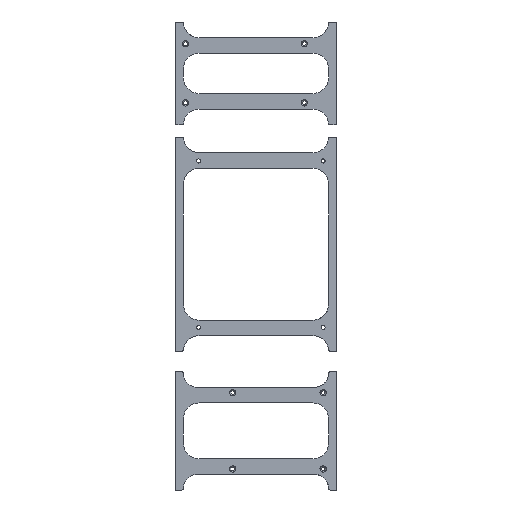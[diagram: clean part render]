
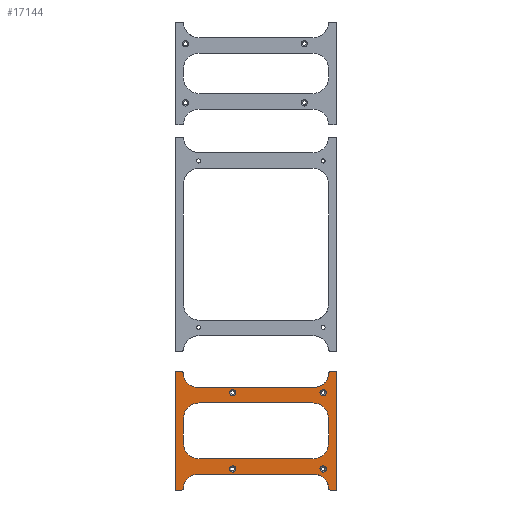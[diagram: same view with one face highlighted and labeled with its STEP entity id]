
A CAD part, front view. The second image highlights one B-rep face of the part: STEP entity #17144.
In plain terms, the highlighted planar face has unit normal (0, -1, 0).
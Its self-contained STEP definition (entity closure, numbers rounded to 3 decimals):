
#525=FACE_BOUND('',#3056,.T.);
#526=FACE_BOUND('',#3057,.T.);
#527=FACE_BOUND('',#3058,.T.);
#528=FACE_BOUND('',#3059,.T.);
#529=FACE_BOUND('',#3060,.T.);
#620=PLANE('',#18220);
#2059=FACE_OUTER_BOUND('',#3055,.T.);
#3055=EDGE_LOOP('',(#12160,#12161,#12162,#12163,#12164,#12165,#12166,#12167,
#12168,#12169,#12170,#12171,#12172,#12173,#12174,#12175));
#3056=EDGE_LOOP('',(#12176));
#3057=EDGE_LOOP('',(#12177));
#3058=EDGE_LOOP('',(#12178));
#3059=EDGE_LOOP('',(#12179));
#3060=EDGE_LOOP('',(#12180,#12181,#12182,#12183,#12184,#12185,#12186,#12187));
#4182=LINE('',#23388,#5654);
#4200=LINE('',#23574,#5672);
#4203=LINE('',#23585,#5675);
#4204=LINE('',#23588,#5676);
#4205=LINE('',#23590,#5677);
#4206=LINE('',#23596,#5678);
#4207=LINE('',#23599,#5679);
#4208=LINE('',#23600,#5680);
#4209=LINE('',#23603,#5681);
#4210=LINE('',#23607,#5682);
#4211=LINE('',#23611,#5683);
#4212=LINE('',#23615,#5684);
#5654=VECTOR('',#19286,10.);
#5672=VECTOR('',#19358,10.);
#5675=VECTOR('',#19369,10.);
#5676=VECTOR('',#19372,10.);
#5677=VECTOR('',#19373,10.);
#5678=VECTOR('',#19378,10.);
#5679=VECTOR('',#19381,10.);
#5680=VECTOR('',#19382,10.);
#5681=VECTOR('',#19383,10.);
#5682=VECTOR('',#19386,10.);
#5683=VECTOR('',#19389,10.);
#5684=VECTOR('',#19392,10.);
#7006=CIRCLE('',#18086,2.);
#7010=CIRCLE('',#18092,2.);
#7014=CIRCLE('',#18098,2.);
#7018=CIRCLE('',#18104,2.);
#7065=CIRCLE('',#18189,1.);
#7074=CIRCLE('',#18216,1.);
#7075=CIRCLE('',#18219,1.);
#7076=CIRCLE('',#18221,9.);
#7077=CIRCLE('',#18222,9.);
#7078=CIRCLE('',#18223,1.);
#7079=CIRCLE('',#18224,9.);
#7080=CIRCLE('',#18225,9.);
#7081=CIRCLE('',#18226,10.);
#7082=CIRCLE('',#18227,10.);
#7083=CIRCLE('',#18228,10.);
#7084=CIRCLE('',#18229,10.);
#7280=VERTEX_POINT('',#22145);
#7284=VERTEX_POINT('',#22157);
#7288=VERTEX_POINT('',#22169);
#7292=VERTEX_POINT('',#22181);
#7544=VERTEX_POINT('',#23380);
#7545=VERTEX_POINT('',#23382);
#7546=VERTEX_POINT('',#23386);
#7565=VERTEX_POINT('',#23566);
#7566=VERTEX_POINT('',#23568);
#7567=VERTEX_POINT('',#23572);
#7568=VERTEX_POINT('',#23576);
#7569=VERTEX_POINT('',#23578);
#7570=VERTEX_POINT('',#23582);
#7571=VERTEX_POINT('',#23584);
#7572=VERTEX_POINT('',#23587);
#7573=VERTEX_POINT('',#23589);
#7574=VERTEX_POINT('',#23591);
#7575=VERTEX_POINT('',#23593);
#7576=VERTEX_POINT('',#23595);
#7577=VERTEX_POINT('',#23598);
#7578=VERTEX_POINT('',#23601);
#7579=VERTEX_POINT('',#23602);
#7580=VERTEX_POINT('',#23604);
#7581=VERTEX_POINT('',#23606);
#7582=VERTEX_POINT('',#23608);
#7583=VERTEX_POINT('',#23610);
#7584=VERTEX_POINT('',#23612);
#7585=VERTEX_POINT('',#23614);
#9031=EDGE_CURVE('',#7280,#7280,#7006,.T.);
#9037=EDGE_CURVE('',#7284,#7284,#7010,.T.);
#9043=EDGE_CURVE('',#7288,#7288,#7014,.T.);
#9049=EDGE_CURVE('',#7292,#7292,#7018,.T.);
#9339=EDGE_CURVE('',#7544,#7545,#7065,.T.);
#9342=EDGE_CURVE('',#7544,#7546,#4182,.T.);
#9374=EDGE_CURVE('',#7565,#7566,#7074,.T.);
#9377=EDGE_CURVE('',#7565,#7567,#4200,.T.);
#9379=EDGE_CURVE('',#7568,#7569,#7075,.T.);
#9381=EDGE_CURVE('',#7570,#7568,#7076,.T.);
#9382=EDGE_CURVE('',#7570,#7571,#4203,.T.);
#9383=EDGE_CURVE('',#7545,#7571,#7077,.T.);
#9384=EDGE_CURVE('',#7546,#7572,#4204,.T.);
#9385=EDGE_CURVE('',#7572,#7573,#4205,.T.);
#9386=EDGE_CURVE('',#7574,#7573,#7078,.T.);
#9387=EDGE_CURVE('',#7575,#7574,#7079,.T.);
#9388=EDGE_CURVE('',#7575,#7576,#4206,.T.);
#9389=EDGE_CURVE('',#7566,#7576,#7080,.T.);
#9390=EDGE_CURVE('',#7567,#7577,#4207,.T.);
#9391=EDGE_CURVE('',#7577,#7569,#4208,.T.);
#9392=EDGE_CURVE('',#7578,#7579,#4209,.T.);
#9393=EDGE_CURVE('',#7580,#7579,#7081,.T.);
#9394=EDGE_CURVE('',#7580,#7581,#4210,.T.);
#9395=EDGE_CURVE('',#7582,#7581,#7082,.T.);
#9396=EDGE_CURVE('',#7582,#7583,#4211,.T.);
#9397=EDGE_CURVE('',#7584,#7583,#7083,.T.);
#9398=EDGE_CURVE('',#7584,#7585,#4212,.T.);
#9399=EDGE_CURVE('',#7578,#7585,#7084,.T.);
#12160=ORIENTED_EDGE('',*,*,#9379,.F.);
#12161=ORIENTED_EDGE('',*,*,#9381,.F.);
#12162=ORIENTED_EDGE('',*,*,#9382,.T.);
#12163=ORIENTED_EDGE('',*,*,#9383,.F.);
#12164=ORIENTED_EDGE('',*,*,#9339,.F.);
#12165=ORIENTED_EDGE('',*,*,#9342,.T.);
#12166=ORIENTED_EDGE('',*,*,#9384,.T.);
#12167=ORIENTED_EDGE('',*,*,#9385,.T.);
#12168=ORIENTED_EDGE('',*,*,#9386,.F.);
#12169=ORIENTED_EDGE('',*,*,#9387,.F.);
#12170=ORIENTED_EDGE('',*,*,#9388,.T.);
#12171=ORIENTED_EDGE('',*,*,#9389,.F.);
#12172=ORIENTED_EDGE('',*,*,#9374,.F.);
#12173=ORIENTED_EDGE('',*,*,#9377,.T.);
#12174=ORIENTED_EDGE('',*,*,#9390,.T.);
#12175=ORIENTED_EDGE('',*,*,#9391,.T.);
#12176=ORIENTED_EDGE('',*,*,#9031,.T.);
#12177=ORIENTED_EDGE('',*,*,#9037,.T.);
#12178=ORIENTED_EDGE('',*,*,#9043,.T.);
#12179=ORIENTED_EDGE('',*,*,#9049,.T.);
#12180=ORIENTED_EDGE('',*,*,#9392,.T.);
#12181=ORIENTED_EDGE('',*,*,#9393,.F.);
#12182=ORIENTED_EDGE('',*,*,#9394,.T.);
#12183=ORIENTED_EDGE('',*,*,#9395,.F.);
#12184=ORIENTED_EDGE('',*,*,#9396,.T.);
#12185=ORIENTED_EDGE('',*,*,#9397,.F.);
#12186=ORIENTED_EDGE('',*,*,#9398,.T.);
#12187=ORIENTED_EDGE('',*,*,#9399,.F.);
#17144=ADVANCED_FACE('',(#2059,#525,#526,#527,#528,#529),#620,.T.);
#18086=AXIS2_PLACEMENT_3D('',#22146,#18954,#18955);
#18092=AXIS2_PLACEMENT_3D('',#22158,#18968,#18969);
#18098=AXIS2_PLACEMENT_3D('',#22170,#18982,#18983);
#18104=AXIS2_PLACEMENT_3D('',#22182,#18996,#18997);
#18189=AXIS2_PLACEMENT_3D('',#23383,#19280,#19281);
#18216=AXIS2_PLACEMENT_3D('',#23569,#19352,#19353);
#18219=AXIS2_PLACEMENT_3D('',#23579,#19362,#19363);
#18220=AXIS2_PLACEMENT_3D('',#23581,#19365,#19366);
#18221=AXIS2_PLACEMENT_3D('',#23583,#19367,#19368);
#18222=AXIS2_PLACEMENT_3D('',#23586,#19370,#19371);
#18223=AXIS2_PLACEMENT_3D('',#23592,#19374,#19375);
#18224=AXIS2_PLACEMENT_3D('',#23594,#19376,#19377);
#18225=AXIS2_PLACEMENT_3D('',#23597,#19379,#19380);
#18226=AXIS2_PLACEMENT_3D('',#23605,#19384,#19385);
#18227=AXIS2_PLACEMENT_3D('',#23609,#19387,#19388);
#18228=AXIS2_PLACEMENT_3D('',#23613,#19390,#19391);
#18229=AXIS2_PLACEMENT_3D('',#23616,#19393,#19394);
#18954=DIRECTION('center_axis',(0.,1.,0.));
#18955=DIRECTION('ref_axis',(0.,0.,-1.));
#18968=DIRECTION('center_axis',(0.,1.,0.));
#18969=DIRECTION('ref_axis',(0.,0.,-1.));
#18982=DIRECTION('center_axis',(0.,1.,0.));
#18983=DIRECTION('ref_axis',(0.,0.,-1.));
#18996=DIRECTION('center_axis',(0.,1.,0.));
#18997=DIRECTION('ref_axis',(0.,0.,-1.));
#19280=DIRECTION('center_axis',(0.,1.,0.));
#19281=DIRECTION('ref_axis',(-0.707,0.,-0.707));
#19286=DIRECTION('',(1.,0.,0.));
#19352=DIRECTION('center_axis',(0.,1.,0.));
#19353=DIRECTION('ref_axis',(0.707,0.,0.707));
#19358=DIRECTION('',(-1.,0.,0.));
#19362=DIRECTION('center_axis',(0.,1.,0.));
#19363=DIRECTION('ref_axis',(0.707,0.,-0.707));
#19365=DIRECTION('center_axis',(0.,-1.,0.));
#19366=DIRECTION('ref_axis',(0.,0.,-1.));
#19367=DIRECTION('center_axis',(0.,-1.,0.));
#19368=DIRECTION('ref_axis',(-0.707,0.,0.707));
#19369=DIRECTION('',(1.,0.,0.));
#19370=DIRECTION('center_axis',(0.,-1.,0.));
#19371=DIRECTION('ref_axis',(0.707,0.,0.707));
#19372=DIRECTION('',(0.,0.,1.));
#19373=DIRECTION('',(-1.,0.,0.));
#19374=DIRECTION('center_axis',(0.,1.,0.));
#19375=DIRECTION('ref_axis',(-0.707,0.,0.707));
#19376=DIRECTION('center_axis',(0.,-1.,0.));
#19377=DIRECTION('ref_axis',(0.707,0.,-0.707));
#19378=DIRECTION('',(-1.,0.,0.));
#19379=DIRECTION('center_axis',(0.,-1.,0.));
#19380=DIRECTION('ref_axis',(-0.707,0.,-0.707));
#19381=DIRECTION('',(0.,0.,-1.));
#19382=DIRECTION('',(1.,0.,0.));
#19383=DIRECTION('',(-1.,0.,0.));
#19384=DIRECTION('center_axis',(0.,-1.,0.));
#19385=DIRECTION('ref_axis',(-0.707,0.,-0.707));
#19386=DIRECTION('',(0.,0.,1.));
#19387=DIRECTION('center_axis',(0.,-1.,0.));
#19388=DIRECTION('ref_axis',(-0.707,0.,0.707));
#19389=DIRECTION('',(1.,0.,0.));
#19390=DIRECTION('center_axis',(0.,-1.,0.));
#19391=DIRECTION('ref_axis',(0.707,0.,0.707));
#19392=DIRECTION('',(0.,0.,-1.));
#19393=DIRECTION('center_axis',(0.,-1.,0.));
#19394=DIRECTION('ref_axis',(0.707,0.,-0.707));
#22145=CARTESIAN_POINT('',(40.03,-19.6,-142.5));
#22146=CARTESIAN_POINT('Origin',(40.03,-19.6,-144.5));
#22157=CARTESIAN_POINT('',(-17.97,-19.6,-142.5));
#22158=CARTESIAN_POINT('Origin',(-17.97,-19.6,-144.5));
#22169=CARTESIAN_POINT('',(40.03,-19.6,-93.5));
#22170=CARTESIAN_POINT('Origin',(40.03,-19.6,-95.5));
#22181=CARTESIAN_POINT('',(-17.97,-19.6,-93.5));
#22182=CARTESIAN_POINT('Origin',(-17.97,-19.6,-95.5));
#23380=CARTESIAN_POINT('',(44.53,-19.6,-158.));
#23382=CARTESIAN_POINT('',(43.53,-19.6,-157.));
#23383=CARTESIAN_POINT('Origin',(44.53,-19.6,-157.));
#23386=CARTESIAN_POINT('',(48.53,-19.6,-158.));
#23388=CARTESIAN_POINT('',(43.53,-19.6,-158.));
#23566=CARTESIAN_POINT('',(-50.73,-19.6,-82.));
#23568=CARTESIAN_POINT('',(-49.73,-19.6,-83.));
#23569=CARTESIAN_POINT('Origin',(-50.73,-19.6,-83.));
#23572=CARTESIAN_POINT('',(-54.73,-19.6,-82.));
#23574=CARTESIAN_POINT('',(-49.73,-19.6,-82.));
#23576=CARTESIAN_POINT('',(-49.73,-19.6,-157.));
#23578=CARTESIAN_POINT('',(-50.73,-19.6,-158.));
#23579=CARTESIAN_POINT('Origin',(-50.73,-19.6,-157.));
#23581=CARTESIAN_POINT('Origin',(-3.1,-19.6,-120.));
#23582=CARTESIAN_POINT('',(-40.73,-19.6,-148.));
#23583=CARTESIAN_POINT('Origin',(-40.73,-19.6,-157.));
#23584=CARTESIAN_POINT('',(34.53,-19.6,-148.));
#23585=CARTESIAN_POINT('',(-54.73,-19.6,-148.));
#23586=CARTESIAN_POINT('Origin',(34.53,-19.6,-157.));
#23587=CARTESIAN_POINT('',(48.53,-19.6,-82.));
#23588=CARTESIAN_POINT('',(48.53,-19.6,-158.));
#23589=CARTESIAN_POINT('',(44.53,-19.6,-82.));
#23590=CARTESIAN_POINT('',(43.53,-19.6,-82.));
#23591=CARTESIAN_POINT('',(43.53,-19.6,-83.));
#23592=CARTESIAN_POINT('Origin',(44.53,-19.6,-83.));
#23593=CARTESIAN_POINT('',(34.53,-19.6,-92.));
#23594=CARTESIAN_POINT('Origin',(34.53,-19.6,-83.));
#23595=CARTESIAN_POINT('',(-40.73,-19.6,-92.));
#23596=CARTESIAN_POINT('',(48.53,-19.6,-92.));
#23597=CARTESIAN_POINT('Origin',(-40.73,-19.6,-83.));
#23598=CARTESIAN_POINT('',(-54.73,-19.6,-158.));
#23599=CARTESIAN_POINT('',(-54.73,-19.6,-82.));
#23600=CARTESIAN_POINT('',(-49.73,-19.6,-158.));
#23601=CARTESIAN_POINT('',(33.53,-19.6,-138.));
#23602=CARTESIAN_POINT('',(-39.73,-19.6,-138.));
#23603=CARTESIAN_POINT('',(48.53,-19.6,-138.));
#23604=CARTESIAN_POINT('',(-49.73,-19.6,-128.));
#23605=CARTESIAN_POINT('Origin',(-39.73,-19.6,-128.));
#23606=CARTESIAN_POINT('',(-49.73,-19.6,-112.));
#23607=CARTESIAN_POINT('',(-49.73,-19.6,-138.));
#23608=CARTESIAN_POINT('',(-39.73,-19.6,-102.));
#23609=CARTESIAN_POINT('Origin',(-39.73,-19.6,-112.));
#23610=CARTESIAN_POINT('',(33.53,-19.6,-102.));
#23611=CARTESIAN_POINT('',(-54.73,-19.6,-102.));
#23612=CARTESIAN_POINT('',(43.53,-19.6,-112.));
#23613=CARTESIAN_POINT('Origin',(33.53,-19.6,-112.));
#23614=CARTESIAN_POINT('',(43.53,-19.6,-128.));
#23615=CARTESIAN_POINT('',(43.53,-19.6,-138.));
#23616=CARTESIAN_POINT('Origin',(33.53,-19.6,-128.));
